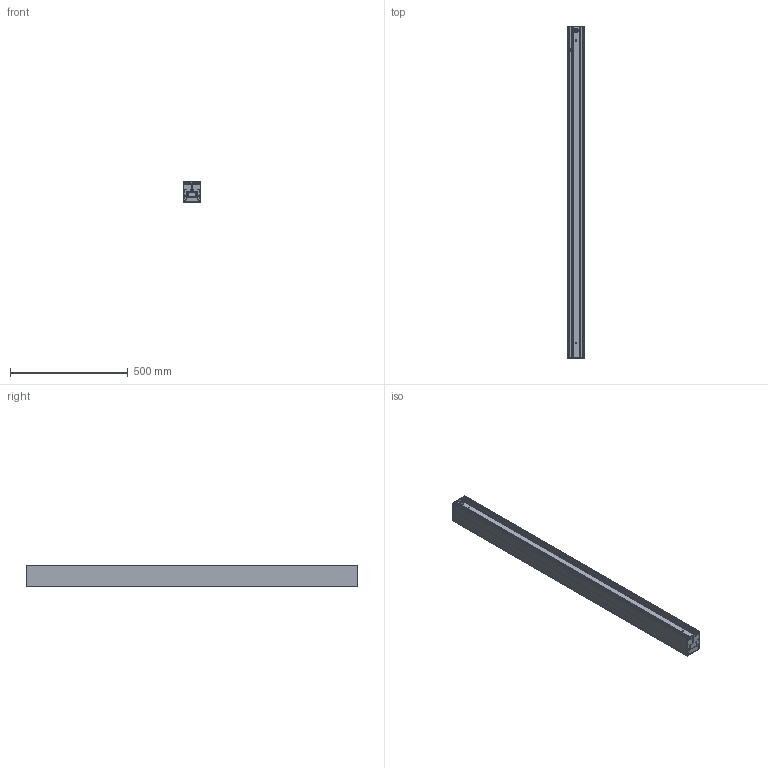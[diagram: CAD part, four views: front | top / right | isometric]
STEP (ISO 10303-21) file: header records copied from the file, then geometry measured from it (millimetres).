
FILE_DESCRIPTION(/* description */ ('This is a sample STEP configuration'),/* implementation_level */ '2;1');
FILE_NAME(/* name */ '728-202051xxxxxx SIMPLE.ipt_Rev_00.1.stp',/* time_stamp */ '2023-04-04T09:36:17+02:00',/* author */ ('powerJobs'),/* organization */ ('coolOrange'),/* preprocessor_version */ 'ST-DEVELOPER v19.2',/* originating_system */ 'Autodesk Inventor 2023',/* authorisation */ '');
FILE_SCHEMA (('AUTOMOTIVE_DESIGN { 1 0 10303 214 3 1 1 }'));
Products named in the file (1): ENG000025650
Bounding box: 76.2 x 1411 x 90.5 mm (x, y, z)
Volume: 1827728 mm3; surface area: 1984140.8 mm2
Topology: 1 solids, 1 shells, 2058 faces, 5387 edges, 3313 vertices
Faces by surface type: cylinder 929, plane 688, bspline 252, torus 88, sphere 72, cone 29
Full cylindrical faces by diameter (mm): 2.7 x2, 3.2 x9, 5.2 x2, 8.667 x2, 10 x2, 12 x1, 19 x1
Entity records: 71077 total; most frequent: CARTESIAN_POINT 20405, DIRECTION 10756, ORIENTED_EDGE 10742, EDGE_CURVE 5371, AXIS2_PLACEMENT_3D 4008, VERTEX_POINT 3313, LINE 2740, VECTOR 2740
